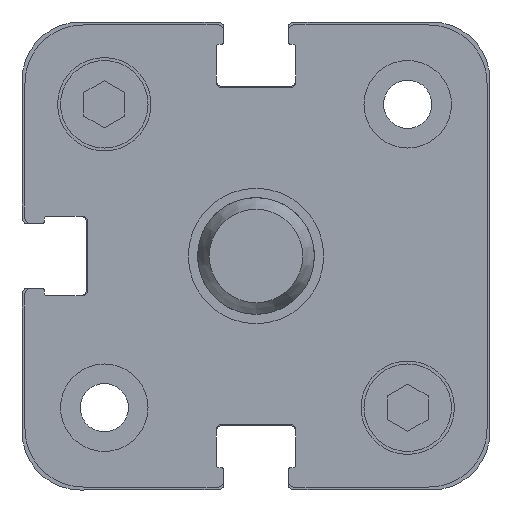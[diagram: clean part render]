
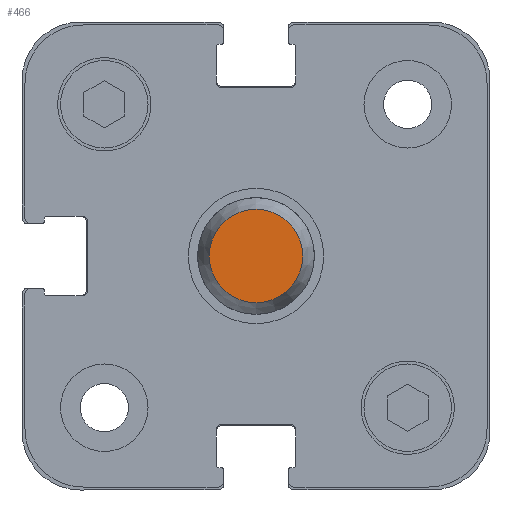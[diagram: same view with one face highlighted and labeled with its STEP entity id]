
A CAD part, front view. The second image highlights one B-rep face of the part: STEP entity #466.
In plain terms, the highlighted planar face has unit normal (0, -1, 0).
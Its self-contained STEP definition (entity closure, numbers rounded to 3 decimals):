
#443=CARTESIAN_POINT('',(0.0,-62.25,-4.));
#444=VERTEX_POINT('',#443);
#445=CARTESIAN_POINT('',(0.0,-62.25,0.0));
#446=DIRECTION('',(0.0,-1.0,0.0));
#447=DIRECTION('',(0.0,0.0,-1.0));
#448=AXIS2_PLACEMENT_3D('',#445,#446,#447);
#449=CIRCLE('',#448,4.);
#450=EDGE_CURVE('',#444,#444,#449,.T.);
#458=CARTESIAN_POINT('',(0.0,-62.25,-2.));
#459=DIRECTION('',(0.0,-1.0,0.0));
#460=DIRECTION('',(0.0,0.0,-1.0));
#461=AXIS2_PLACEMENT_3D('',#458,#459,#460);
#462=PLANE('',#461);
#463=ORIENTED_EDGE('',*,*,#450,.T.);
#464=EDGE_LOOP('',(#463));
#465=FACE_OUTER_BOUND('',#464,.T.);
#466=ADVANCED_FACE('',(#465),#462,.T.);
